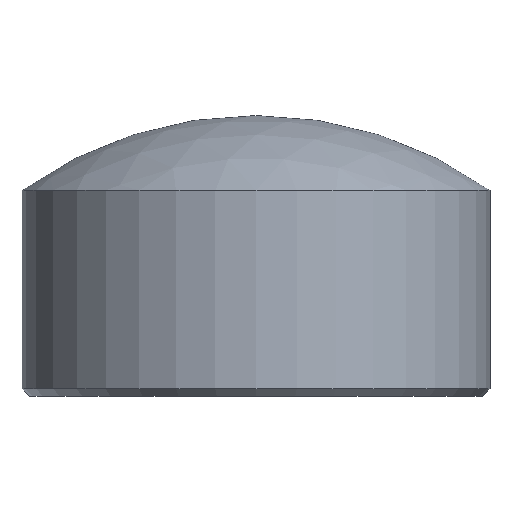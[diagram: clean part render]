
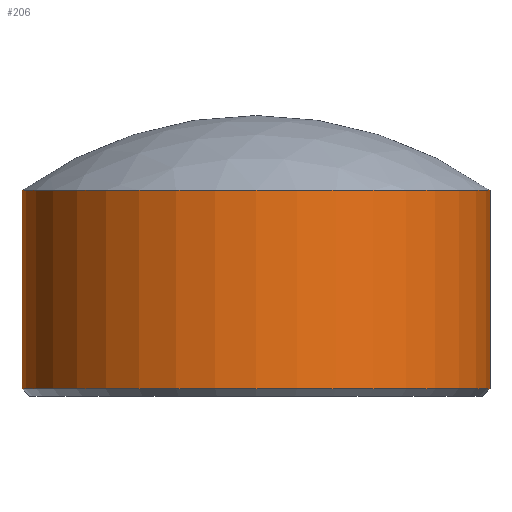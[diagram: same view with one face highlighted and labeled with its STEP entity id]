
A CAD part, front view. The second image highlights one B-rep face of the part: STEP entity #206.
In plain terms, the highlighted cylindrical face has radius 6.25 mm (diameter 12.5 mm), a partial arc.
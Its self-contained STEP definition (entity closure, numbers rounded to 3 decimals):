
#4 = VECTOR ( 'NONE', #149, 1000. ) ;
#7 = AXIS2_PLACEMENT_3D ( 'NONE', #179, #197, #32 ) ;
#8 = LINE ( 'NONE', #141, #136 ) ;
#21 = VERTEX_POINT ( 'NONE', #95 ) ;
#32 = DIRECTION ( 'NONE',  ( 1., 0., 0. ) ) ;
#34 = CARTESIAN_POINT ( 'NONE',  ( 6.25, 0., 0.2 ) ) ;
#43 = EDGE_CURVE ( 'NONE', #145, #209, #163, .T. ) ;
#52 = CARTESIAN_POINT ( 'NONE',  ( 6.25, 0., 5.5 ) ) ;
#60 = EDGE_CURVE ( 'NONE', #121, #209, #76, .T. ) ;
#76 = CIRCLE ( 'NONE', #7, 6.25 ) ;
#78 = ORIENTED_EDGE ( 'NONE', *, *, #203, .T. ) ;
#80 = EDGE_LOOP ( 'NONE', ( #107, #82, #78, #155 ) ) ;
#82 = ORIENTED_EDGE ( 'NONE', *, *, #101, .F. ) ;
#94 = CARTESIAN_POINT ( 'NONE',  ( 6.25, 0., 5.5 ) ) ;
#95 = CARTESIAN_POINT ( 'NONE',  ( -6.25, 0., 5.5 ) ) ;
#100 = CIRCLE ( 'NONE', #119, 6.25 ) ;
#101 = EDGE_CURVE ( 'NONE', #21, #145, #100, .T. ) ;
#106 = DIRECTION ( 'NONE',  ( 0., 0., -1. ) ) ;
#107 = ORIENTED_EDGE ( 'NONE', *, *, #43, .F. ) ;
#110 = CARTESIAN_POINT ( 'NONE',  ( -6.25, 0., 0.2 ) ) ;
#115 = CARTESIAN_POINT ( 'NONE',  ( 0., 0., 5.5 ) ) ;
#118 = DIRECTION ( 'NONE',  ( 1., 0., 0. ) ) ;
#119 = AXIS2_PLACEMENT_3D ( 'NONE', #192, #190, #118 ) ;
#121 = VERTEX_POINT ( 'NONE', #110 ) ;
#127 = FACE_OUTER_BOUND ( 'NONE', #80, .T. ) ;
#136 = VECTOR ( 'NONE', #106, 1000. ) ;
#141 = CARTESIAN_POINT ( 'NONE',  ( -6.25, 0., 5.5 ) ) ;
#145 = VERTEX_POINT ( 'NONE', #94 ) ;
#149 = DIRECTION ( 'NONE',  ( 0., 0., -1. ) ) ;
#155 = ORIENTED_EDGE ( 'NONE', *, *, #60, .T. ) ;
#163 = LINE ( 'NONE', #52, #4 ) ;
#164 = DIRECTION ( 'NONE',  ( 0., 0., -1. ) ) ;
#179 = CARTESIAN_POINT ( 'NONE',  ( 0., 0., 0.2 ) ) ;
#181 = AXIS2_PLACEMENT_3D ( 'NONE', #115, #164, #183 ) ;
#183 = DIRECTION ( 'NONE',  ( -1., 0., 0. ) ) ;
#190 = DIRECTION ( 'NONE',  ( 0., 0., 1. ) ) ;
#192 = CARTESIAN_POINT ( 'NONE',  ( 0., 0., 5.5 ) ) ;
#197 = DIRECTION ( 'NONE',  ( 0., 0., 1. ) ) ;
#203 = EDGE_CURVE ( 'NONE', #21, #121, #8, .T. ) ;
#206 = ADVANCED_FACE ( 'NONE', ( #127 ), #210, .T. ) ;
#209 = VERTEX_POINT ( 'NONE', #34 ) ;
#210 = CYLINDRICAL_SURFACE ( 'NONE', #181, 6.25 ) ;
